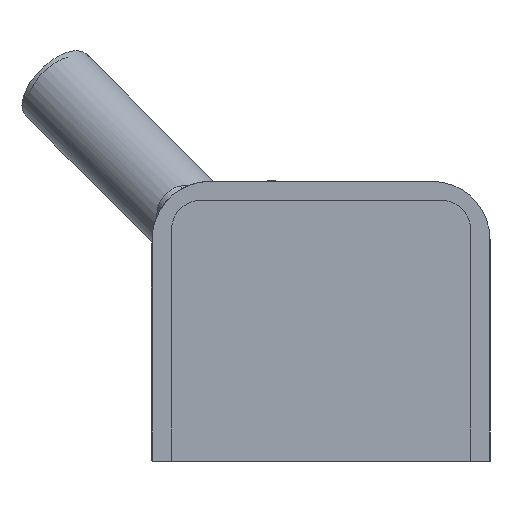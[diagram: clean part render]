
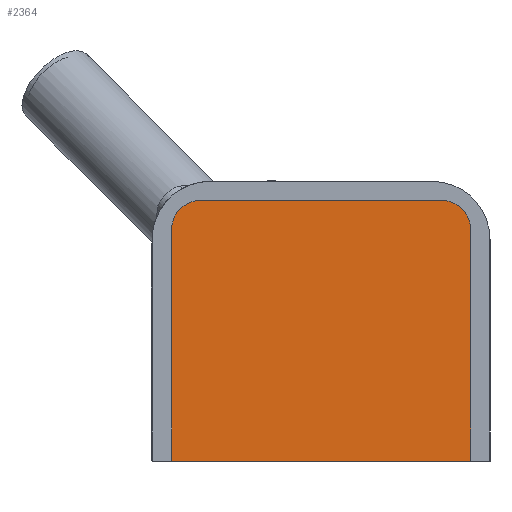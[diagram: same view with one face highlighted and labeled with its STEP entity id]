
A CAD part, left-side view. The second image highlights one B-rep face of the part: STEP entity #2364.
In plain terms, the highlighted planar face has unit normal (-1, 0, 0).
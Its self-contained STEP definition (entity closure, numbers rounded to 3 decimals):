
#219=CIRCLE($,#2548,3.);
#220=CIRCLE($,#2551,3.);
#300=PLANE($,#2550);
#408=FACE_OUTER_BOUND($,#555,.T.);
#555=EDGE_LOOP($,(#1980,#1981,#1982,#1983,#1984,#1985));
#738=LINE($,#4365,#946);
#742=LINE($,#4372,#950);
#748=LINE($,#4387,#956);
#749=LINE($,#4390,#957);
#946=VECTOR($,#3000,31.);
#950=VECTOR($,#3006,24.034);
#956=VECTOR($,#3020,24.034);
#957=VECTOR($,#3023,25.);
#1219=VERTEX_POINT($,#4361);
#1221=VERTEX_POINT($,#4364);
#1223=VERTEX_POINT($,#4371);
#1227=VERTEX_POINT($,#4380);
#1228=VERTEX_POINT($,#4382);
#1229=VERTEX_POINT($,#4389);
#1490=EDGE_CURVE($,#1221,#1219,#738,.T.);
#1494=EDGE_CURVE($,#1223,#1221,#742,.T.);
#1499=EDGE_CURVE($,#1227,#1228,#219,.T.);
#1502=EDGE_CURVE($,#1219,#1228,#748,.T.);
#1503=EDGE_CURVE($,#1227,#1229,#749,.T.);
#1504=EDGE_CURVE($,#1223,#1229,#220,.T.);
#1980=ORIENTED_EDGE($,*,*,#1490,.T.);
#1981=ORIENTED_EDGE($,*,*,#1502,.T.);
#1982=ORIENTED_EDGE($,*,*,#1499,.F.);
#1983=ORIENTED_EDGE($,*,*,#1503,.T.);
#1984=ORIENTED_EDGE($,*,*,#1504,.F.);
#1985=ORIENTED_EDGE($,*,*,#1494,.T.);
#2364=ADVANCED_FACE($,(#408),#300,.F.);
#2548=AXIS2_PLACEMENT_3D($,#4383,#3014,#3015);
#2550=AXIS2_PLACEMENT_3D($,#4388,#3021,#3022);
#2551=AXIS2_PLACEMENT_3D($,#4391,#3024,#3025);
#3000=DIRECTION($,(0.,-1.,0.));
#3006=DIRECTION($,(0.,0.,-1.));
#3014=DIRECTION('center_axis',(1.,0.,0.));
#3015=DIRECTION('ref_axis',(0.,-0.707,0.707));
#3020=DIRECTION($,(0.,0.,1.));
#3021=DIRECTION('center_axis',(1.,0.,0.));
#3022=DIRECTION('ref_axis',(0.,-1.,0.));
#3023=DIRECTION($,(0.,1.,0.));
#3024=DIRECTION('center_axis',(1.,0.,0.));
#3025=DIRECTION('ref_axis',(0.,0.707,0.707));
#4361=CARTESIAN_POINT('',(-150.,-15.5,-26.));
#4364=CARTESIAN_POINT('',(-150.,15.5,-26.));
#4365=CARTESIAN_POINT($,(-150.,0.,-26.));
#4371=CARTESIAN_POINT('',(-150.,15.5,-1.966));
#4372=CARTESIAN_POINT($,(-150.,15.5,1.034));
#4380=CARTESIAN_POINT('',(-150.,-12.5,1.034));
#4382=CARTESIAN_POINT('',(-150.,-15.5,-1.966));
#4383=CARTESIAN_POINT('Origin',(-150.,-12.5,-1.966));
#4387=CARTESIAN_POINT($,(-150.,-15.5,-26.966));
#4388=CARTESIAN_POINT('Origin',(-150.,0.,-12.966));
#4389=CARTESIAN_POINT('',(-150.,12.5,1.034));
#4390=CARTESIAN_POINT($,(-150.,-15.5,1.034));
#4391=CARTESIAN_POINT('Origin',(-150.,12.5,-1.966));
